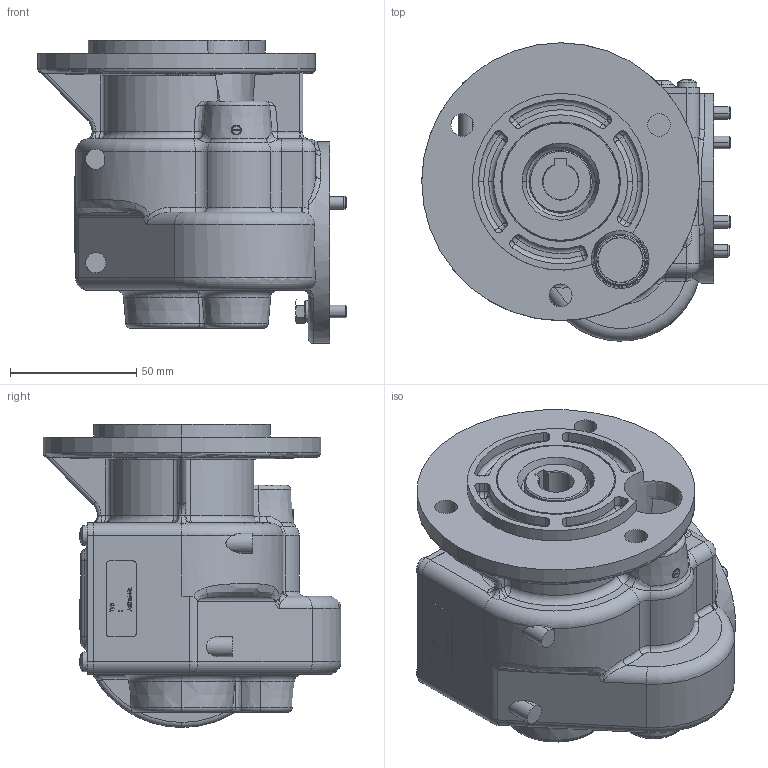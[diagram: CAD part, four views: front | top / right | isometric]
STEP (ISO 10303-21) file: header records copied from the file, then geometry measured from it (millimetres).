
FILE_DESCRIPTION (( 'STEP AP214' ), '1' );
FILE_NAME ('Getriebe Z20 - 2163543-1903 - Quasihohlwelle.STEP', '2016-05-03T11:54:18', ( 'kob' ), ( 'Microsoft' ), 'SwSTEP 2.0', 'SolidWorks 2014', '' );
FILE_SCHEMA (( 'AUTOMOTIVE_DESIGN' ));
Length unit declared in the file: millimetre
Products named in the file (1): Getriebe Z20 - 2163543-1903 - Quasihohlwelle
Bounding box: 122.16 x 118 x 120 mm (x, y, z)
Surface area: 82148.9 mm2 (no closed solid volume)
Topology: 0 solids, 39 shells, 822 faces, 2973 edges, 2124 vertices
Faces by surface type: plane 305, cylinder 169, bspline 120, cone 109, torus 86, sphere 33
Entity records: 57193 total; most frequent: CARTESIAN_POINT 24755, ORIENTED_EDGE 4582, DIRECTION 4362, EDGE_CURVE 2929, VERTEX_POINT 2116, VECTOR 1468, LINE 1468, AXIS2_PLACEMENT_3D 1447
